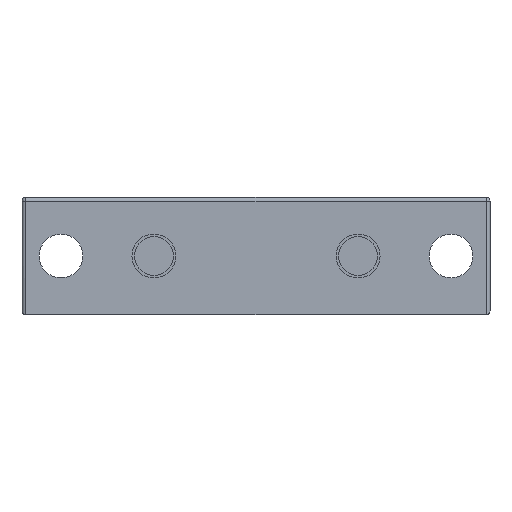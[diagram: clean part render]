
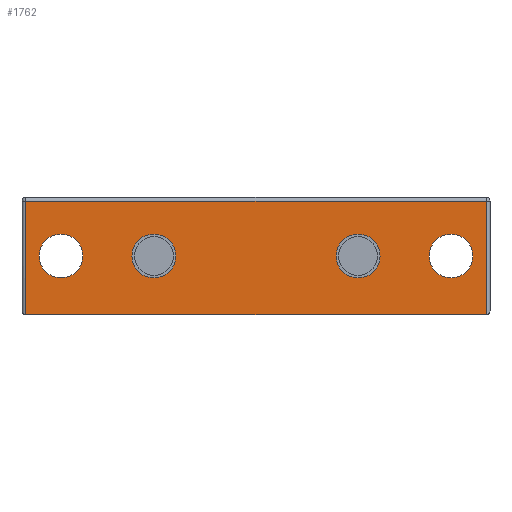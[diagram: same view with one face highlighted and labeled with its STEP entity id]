
A CAD part, front view. The second image highlights one B-rep face of the part: STEP entity #1762.
In plain terms, the highlighted planar face has unit normal (0, -1, 0).
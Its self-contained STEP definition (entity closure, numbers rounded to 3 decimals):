
#44 = DIRECTION ( 'NONE',  ( 0., 1., 0. ) ) ;
#46 = AXIS2_PLACEMENT_3D ( 'NONE', #4039, #44, #373 ) ;
#69 = DIRECTION ( 'NONE',  ( -1., 0., 0. ) ) ;
#82 = AXIS2_PLACEMENT_3D ( 'NONE', #2868, #3203, #1824 ) ;
#163 = ORIENTED_EDGE ( 'NONE', *, *, #2367, .T. ) ;
#203 = CIRCLE ( 'NONE', #46, 2.254 ) ;
#319 = LINE ( 'NONE', #1518, #874 ) ;
#329 = FACE_BOUND ( 'NONE', #2242, .T. ) ;
#373 = DIRECTION ( 'NONE',  ( -1., 0., 0. ) ) ;
#553 = FACE_BOUND ( 'NONE', #3337, .T. ) ;
#611 = LINE ( 'NONE', #3336, #1325 ) ;
#620 = CARTESIAN_POINT ( 'NONE',  ( 17.75, 0., -6. ) ) ;
#675 = VECTOR ( 'NONE', #1895, 1000. ) ;
#676 = EDGE_LOOP ( 'NONE', ( #2740, #163 ) ) ;
#711 = CARTESIAN_POINT ( 'NONE',  ( -24., 0., -12. ) ) ;
#759 = CARTESIAN_POINT ( 'NONE',  ( -24., 0., -12. ) ) ;
#811 = DIRECTION ( 'NONE',  ( -1., 0., 0. ) ) ;
#874 = VECTOR ( 'NONE', #3695, 1000. ) ;
#894 = FACE_BOUND ( 'NONE', #676, .T. ) ;
#938 = AXIS2_PLACEMENT_3D ( 'NONE', #2328, #4109, #3360 ) ;
#1009 = CARTESIAN_POINT ( 'NONE',  ( 23.619, 0., -12. ) ) ;
#1110 = DIRECTION ( 'NONE',  ( 0., 1., 0. ) ) ;
#1115 = CIRCLE ( 'NONE', #3839, 2.25 ) ;
#1145 = CARTESIAN_POINT ( 'NONE',  ( 23.619, 0., -0.381 ) ) ;
#1167 = FACE_BOUND ( 'NONE', #4255, .T. ) ;
#1183 = AXIS2_PLACEMENT_3D ( 'NONE', #4093, #4435, #69 ) ;
#1250 = ORIENTED_EDGE ( 'NONE', *, *, #2304, .T. ) ;
#1325 = VECTOR ( 'NONE', #811, 1000. ) ;
#1359 = ORIENTED_EDGE ( 'NONE', *, *, #2941, .F. ) ;
#1430 = ORIENTED_EDGE ( 'NONE', *, *, #3635, .F. ) ;
#1518 = CARTESIAN_POINT ( 'NONE',  ( -23.619, 0., -12. ) ) ;
#1591 = AXIS2_PLACEMENT_3D ( 'NONE', #711, #3543, #3597 ) ;
#1704 = DIRECTION ( 'NONE',  ( 0., 1., 0. ) ) ;
#1749 = VECTOR ( 'NONE', #1796, 1000. ) ;
#1762 = ADVANCED_FACE ( 'NONE', ( #1167, #894, #553, #329, #2701 ), #3929, .T. ) ;
#1796 = DIRECTION ( 'NONE',  ( 0., 0., 1. ) ) ;
#1798 = VERTEX_POINT ( 'NONE', #1009 ) ;
#1824 = DIRECTION ( 'NONE',  ( -1., 0., 0. ) ) ;
#1837 = EDGE_CURVE ( 'NONE', #4098, #3487, #203, .T. ) ;
#1845 = CIRCLE ( 'NONE', #3934, 2.254 ) ;
#1854 = ORIENTED_EDGE ( 'NONE', *, *, #4327, .F. ) ;
#1895 = DIRECTION ( 'NONE',  ( 1., 0., 0. ) ) ;
#1925 = DIRECTION ( 'NONE',  ( 0., -1., 0. ) ) ;
#1935 = VERTEX_POINT ( 'NONE', #1145 ) ;
#1946 = CIRCLE ( 'NONE', #82, 2.25 ) ;
#1956 = LINE ( 'NONE', #2128, #1749 ) ;
#1977 = VERTEX_POINT ( 'NONE', #4251 ) ;
#2086 = CIRCLE ( 'NONE', #938, 2.25 ) ;
#2128 = CARTESIAN_POINT ( 'NONE',  ( 23.619, 0., -12. ) ) ;
#2242 = EDGE_LOOP ( 'NONE', ( #1854, #1359 ) ) ;
#2281 = CIRCLE ( 'NONE', #4108, 2.25 ) ;
#2304 = EDGE_CURVE ( 'NONE', #4372, #2608, #3612, .T. ) ;
#2323 = CARTESIAN_POINT ( 'NONE',  ( -17.75, 0., -6. ) ) ;
#2328 = CARTESIAN_POINT ( 'NONE',  ( -20., 0., -6. ) ) ;
#2332 = EDGE_CURVE ( 'NONE', #1935, #3653, #611, .T. ) ;
#2341 = LINE ( 'NONE', #759, #675 ) ;
#2367 = EDGE_CURVE ( 'NONE', #3487, #4098, #3668, .T. ) ;
#2608 = VERTEX_POINT ( 'NONE', #3482 ) ;
#2650 = AXIS2_PLACEMENT_3D ( 'NONE', #2924, #1110, #3654 ) ;
#2692 = CARTESIAN_POINT ( 'NONE',  ( 8.214, 0., -6. ) ) ;
#2701 = FACE_OUTER_BOUND ( 'NONE', #4585, .T. ) ;
#2721 = CARTESIAN_POINT ( 'NONE',  ( -8.214, 0., -6. ) ) ;
#2740 = ORIENTED_EDGE ( 'NONE', *, *, #1837, .T. ) ;
#2750 = ORIENTED_EDGE ( 'NONE', *, *, #2867, .T. ) ;
#2771 = EDGE_CURVE ( 'NONE', #1798, #1935, #1956, .T. ) ;
#2791 = DIRECTION ( 'NONE',  ( -1., 0., 0. ) ) ;
#2867 = EDGE_CURVE ( 'NONE', #4559, #1798, #2341, .T. ) ;
#2868 = CARTESIAN_POINT ( 'NONE',  ( 20., 0., -6. ) ) ;
#2924 = CARTESIAN_POINT ( 'NONE',  ( 10.468, 0., -6. ) ) ;
#2941 = EDGE_CURVE ( 'NONE', #1977, #3458, #1115, .T. ) ;
#3113 = CARTESIAN_POINT ( 'NONE',  ( -23.619, 0., -12. ) ) ;
#3138 = EDGE_CURVE ( 'NONE', #3172, #4398, #2281, .T. ) ;
#3172 = VERTEX_POINT ( 'NONE', #620 ) ;
#3203 = DIRECTION ( 'NONE',  ( 0., -1., 0. ) ) ;
#3336 = CARTESIAN_POINT ( 'NONE',  ( -24., 0., -0.381 ) ) ;
#3337 = EDGE_LOOP ( 'NONE', ( #1430, #4049 ) ) ;
#3360 = DIRECTION ( 'NONE',  ( 1., 0., 0. ) ) ;
#3367 = CARTESIAN_POINT ( 'NONE',  ( -20., 0., -6. ) ) ;
#3458 = VERTEX_POINT ( 'NONE', #2323 ) ;
#3482 = CARTESIAN_POINT ( 'NONE',  ( 12.722, 0., -6. ) ) ;
#3487 = VERTEX_POINT ( 'NONE', #2721 ) ;
#3518 = CARTESIAN_POINT ( 'NONE',  ( 10.468, 0., -6. ) ) ;
#3530 = CARTESIAN_POINT ( 'NONE',  ( 20., 0., -6. ) ) ;
#3543 = DIRECTION ( 'NONE',  ( 0., -1., 0. ) ) ;
#3544 = ORIENTED_EDGE ( 'NONE', *, *, #2332, .T. ) ;
#3563 = CARTESIAN_POINT ( 'NONE',  ( -12.722, 0., -6. ) ) ;
#3569 = EDGE_CURVE ( 'NONE', #2608, #4372, #1845, .T. ) ;
#3597 = DIRECTION ( 'NONE',  ( 1., 0., 0. ) ) ;
#3612 = CIRCLE ( 'NONE', #2650, 2.254 ) ;
#3635 = EDGE_CURVE ( 'NONE', #4398, #3172, #1946, .T. ) ;
#3653 = VERTEX_POINT ( 'NONE', #3932 ) ;
#3654 = DIRECTION ( 'NONE',  ( 1., 0., 0. ) ) ;
#3668 = CIRCLE ( 'NONE', #1183, 2.254 ) ;
#3695 = DIRECTION ( 'NONE',  ( 0., 0., -1. ) ) ;
#3839 = AXIS2_PLACEMENT_3D ( 'NONE', #3367, #1925, #4469 ) ;
#3881 = ORIENTED_EDGE ( 'NONE', *, *, #2771, .T. ) ;
#3929 = PLANE ( 'NONE',  #1591 ) ;
#3932 = CARTESIAN_POINT ( 'NONE',  ( -23.619, 0., -0.381 ) ) ;
#3934 = AXIS2_PLACEMENT_3D ( 'NONE', #3518, #1704, #4225 ) ;
#4039 = CARTESIAN_POINT ( 'NONE',  ( -10.468, 0., -6. ) ) ;
#4049 = ORIENTED_EDGE ( 'NONE', *, *, #3138, .F. ) ;
#4093 = CARTESIAN_POINT ( 'NONE',  ( -10.468, 0., -6. ) ) ;
#4098 = VERTEX_POINT ( 'NONE', #3563 ) ;
#4108 = AXIS2_PLACEMENT_3D ( 'NONE', #3530, #4570, #2791 ) ;
#4109 = DIRECTION ( 'NONE',  ( 0., -1., 0. ) ) ;
#4186 = ORIENTED_EDGE ( 'NONE', *, *, #3569, .T. ) ;
#4225 = DIRECTION ( 'NONE',  ( 1., 0., 0. ) ) ;
#4238 = EDGE_CURVE ( 'NONE', #3653, #4559, #319, .T. ) ;
#4251 = CARTESIAN_POINT ( 'NONE',  ( -22.25, 0., -6. ) ) ;
#4255 = EDGE_LOOP ( 'NONE', ( #1250, #4186 ) ) ;
#4327 = EDGE_CURVE ( 'NONE', #3458, #1977, #2086, .T. ) ;
#4372 = VERTEX_POINT ( 'NONE', #2692 ) ;
#4398 = VERTEX_POINT ( 'NONE', #4661 ) ;
#4435 = DIRECTION ( 'NONE',  ( 0., 1., 0. ) ) ;
#4469 = DIRECTION ( 'NONE',  ( 1., 0., 0. ) ) ;
#4559 = VERTEX_POINT ( 'NONE', #3113 ) ;
#4565 = ORIENTED_EDGE ( 'NONE', *, *, #4238, .T. ) ;
#4570 = DIRECTION ( 'NONE',  ( 0., -1., 0. ) ) ;
#4585 = EDGE_LOOP ( 'NONE', ( #2750, #3881, #3544, #4565 ) ) ;
#4661 = CARTESIAN_POINT ( 'NONE',  ( 22.25, 0., -6. ) ) ;
